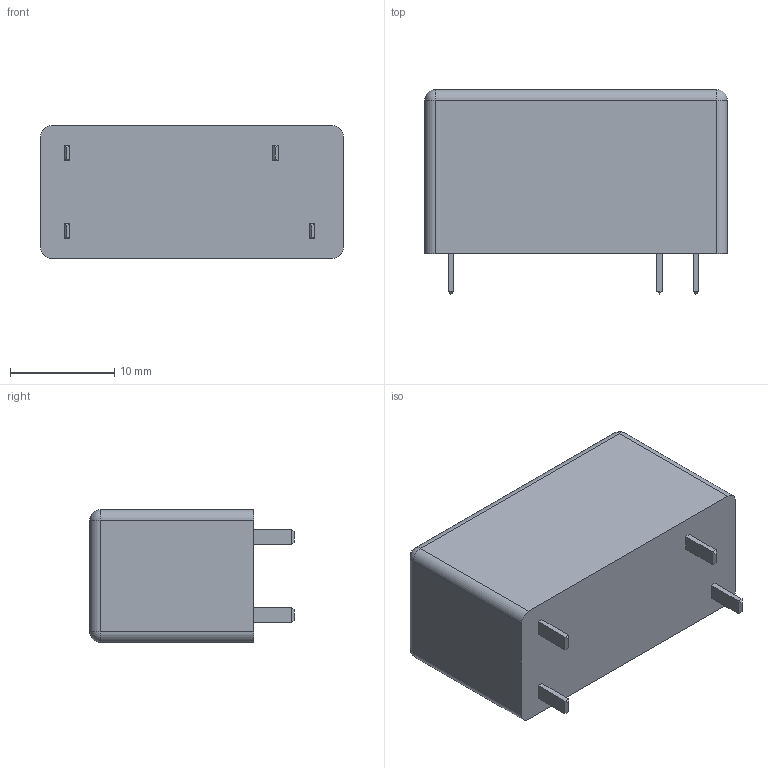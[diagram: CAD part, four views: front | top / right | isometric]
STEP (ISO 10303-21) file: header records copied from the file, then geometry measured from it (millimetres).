
FILE_DESCRIPTION((''),'2;1');
FILE_NAME('RM87 SPST.stp','2014-08-27T15:00:16',('roland'),(''),'Autodesk Inventor 2013','Autodesk Inventor 2013','');
FILE_SCHEMA(('CONFIG_CONTROL_DESIGN'));
Length unit declared in the file: millimetre
Products named in the file (1): RM87 SPST
Bounding box: 29 x 19.6 x 12.7 mm (x, y, z)
Volume: 5762.9 mm3; surface area: 2041.4 mm2
Topology: 1 solids, 1 shells, 50 faces, 104 edges, 60 vertices
Faces by surface type: plane 38, cylinder 8, sphere 4
Entity records: 1331 total; most frequent: DIRECTION 222, CARTESIAN_POINT 215, ORIENTED_EDGE 208, EDGE_CURVE 104, VECTOR 88, LINE 88, AXIS2_PLACEMENT_3D 67, VERTEX_POINT 60
